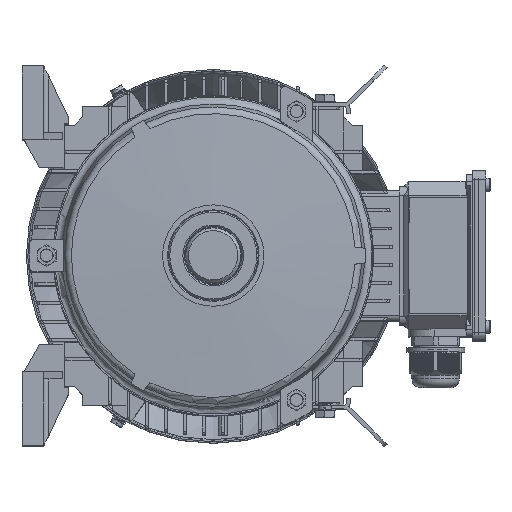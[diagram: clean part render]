
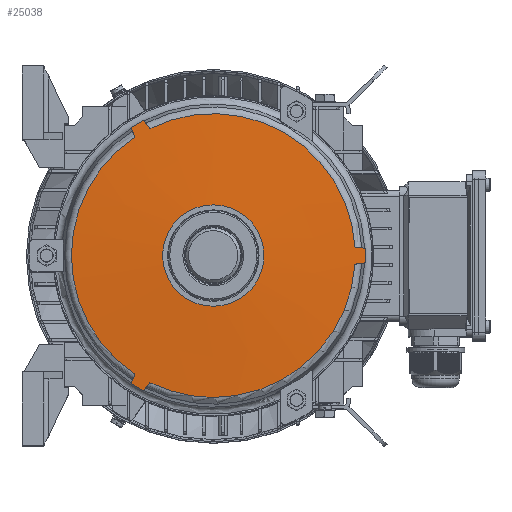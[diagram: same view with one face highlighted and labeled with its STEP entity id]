
A CAD part, top view. The second image highlights one B-rep face of the part: STEP entity #25038.
In plain terms, the highlighted conical face has half-angle 87 degrees and reference radius 35 mm.
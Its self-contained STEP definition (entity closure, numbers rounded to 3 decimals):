
#23128=FACE_BOUND('',#35286,.T.);
#23129=FACE_BOUND('',#35287,.T.);
#25038=ADVANCED_FACE('',(#23128,#23129),#30305,.T.);
#30305=CONICAL_SURFACE('',#100578,35.,87.);
#35286=EDGE_LOOP('',(#43891,#43892,#43893,#43894,#43895,#43896,#43897,#43898,
#43899,#43900,#43901,#43902));
#35287=EDGE_LOOP('',(#43903));
#41756=B_SPLINE_CURVE_WITH_KNOTS('',3,(#137563,#137564,#137565,#137566),
 .UNSPECIFIED.,.F.,.F.,(4,4),(0.,1.),.UNSPECIFIED.);
#41757=B_SPLINE_CURVE_WITH_KNOTS('',3,(#137570,#137571,#137572,#137573),
 .UNSPECIFIED.,.F.,.F.,(4,4),(0.,1.),.UNSPECIFIED.);
#41758=B_SPLINE_CURVE_WITH_KNOTS('',3,(#137574,#137575,#137576,#137577),
 .UNSPECIFIED.,.F.,.F.,(4,4),(0.,1.),.UNSPECIFIED.);
#41759=B_SPLINE_CURVE_WITH_KNOTS('',3,(#137581,#137582,#137583,#137584),
 .UNSPECIFIED.,.F.,.F.,(4,4),(0.,1.),.UNSPECIFIED.);
#41760=B_SPLINE_CURVE_WITH_KNOTS('',3,(#137585,#137586,#137587,#137588),
 .UNSPECIFIED.,.F.,.F.,(4,4),(0.,1.),.UNSPECIFIED.);
#41761=B_SPLINE_CURVE_WITH_KNOTS('',3,(#137592,#137593,#137594,#137595),
 .UNSPECIFIED.,.F.,.F.,(4,4),(0.,1.),.UNSPECIFIED.);
#43891=ORIENTED_EDGE('',*,*,#82327,.F.);
#43892=ORIENTED_EDGE('',*,*,#82504,.T.);
#43893=ORIENTED_EDGE('',*,*,#82505,.T.);
#43894=ORIENTED_EDGE('',*,*,#82506,.F.);
#43895=ORIENTED_EDGE('',*,*,#82322,.F.);
#43896=ORIENTED_EDGE('',*,*,#82507,.T.);
#43897=ORIENTED_EDGE('',*,*,#82508,.T.);
#43898=ORIENTED_EDGE('',*,*,#82509,.F.);
#43899=ORIENTED_EDGE('',*,*,#82325,.F.);
#43900=ORIENTED_EDGE('',*,*,#82510,.T.);
#43901=ORIENTED_EDGE('',*,*,#82511,.T.);
#43902=ORIENTED_EDGE('',*,*,#82512,.F.);
#43903=ORIENTED_EDGE('',*,*,#82503,.T.);
#72515=VERTEX_POINT('',#136521);
#72516=VERTEX_POINT('',#136528);
#72517=VERTEX_POINT('',#136537);
#72518=VERTEX_POINT('',#136544);
#72519=VERTEX_POINT('',#136553);
#72520=VERTEX_POINT('',#136555);
#72659=VERTEX_POINT('',#137561);
#72660=VERTEX_POINT('',#137567);
#72661=VERTEX_POINT('',#137569);
#72662=VERTEX_POINT('',#137578);
#72663=VERTEX_POINT('',#137580);
#72664=VERTEX_POINT('',#137589);
#72665=VERTEX_POINT('',#137591);
#82322=EDGE_CURVE('',#72516,#72515,#96739,.T.);
#82325=EDGE_CURVE('',#72518,#72517,#96740,.T.);
#82327=EDGE_CURVE('',#72519,#72520,#96741,.T.);
#82503=EDGE_CURVE('',#72659,#72659,#96808,.T.);
#82504=EDGE_CURVE('',#72519,#72660,#41756,.T.);
#82505=EDGE_CURVE('',#72660,#72661,#96809,.T.);
#82506=EDGE_CURVE('',#72515,#72661,#41757,.T.);
#82507=EDGE_CURVE('',#72516,#72662,#41758,.T.);
#82508=EDGE_CURVE('',#72662,#72663,#96810,.T.);
#82509=EDGE_CURVE('',#72517,#72663,#41759,.T.);
#82510=EDGE_CURVE('',#72518,#72664,#41760,.T.);
#82511=EDGE_CURVE('',#72664,#72665,#96811,.T.);
#82512=EDGE_CURVE('',#72520,#72665,#41761,.T.);
#96739=CIRCLE('',#100455,97.948);
#96740=CIRCLE('',#100457,97.948);
#96741=CIRCLE('',#100459,97.948);
#96808=CIRCLE('',#100573,35.);
#96809=CIRCLE('',#100575,105.);
#96810=CIRCLE('',#100576,105.);
#96811=CIRCLE('',#100577,105.);
#100455=AXIS2_PLACEMENT_3D('',#136529,#109533,#109534);
#100457=AXIS2_PLACEMENT_3D('',#136545,#109537,#109538);
#100459=AXIS2_PLACEMENT_3D('',#136554,#109541,#109542);
#100573=AXIS2_PLACEMENT_3D('',#137560,#109787,#109788);
#100575=AXIS2_PLACEMENT_3D('',#137568,#109791,#109792);
#100576=AXIS2_PLACEMENT_3D('',#137579,#109793,#109794);
#100577=AXIS2_PLACEMENT_3D('',#137590,#109795,#109796);
#100578=AXIS2_PLACEMENT_3D('',#137596,#109797,#109798);
#109533=DIRECTION('',(0.,0.,-1.));
#109534=DIRECTION('',(0.,-1.,0.));
#109537=DIRECTION('',(0.,0.,-1.));
#109538=DIRECTION('',(0.,-1.,0.));
#109541=DIRECTION('',(0.,0.,-1.));
#109542=DIRECTION('',(0.,-1.,0.));
#109787=DIRECTION('',(0.,0.,-1.));
#109788=DIRECTION('',(0.,-1.,0.));
#109791=DIRECTION('',(0.,0.,1.));
#109792=DIRECTION('',(-0.866,0.5,0.));
#109793=DIRECTION('',(0.,0.,1.));
#109794=DIRECTION('',(0.,-1.,0.));
#109795=DIRECTION('',(0.,0.,1.));
#109796=DIRECTION('',(0.866,0.5,0.));
#109797=DIRECTION('',(0.,0.,-1.));
#109798=DIRECTION('',(0.,-1.,0.));
#136521=CARTESIAN_POINT('',(-43.686,-87.666,273.701));
#136528=CARTESIAN_POINT('',(97.764,-6.,273.701));
#136529=CARTESIAN_POINT('',(0.,0.,273.701));
#136537=CARTESIAN_POINT('',(97.764,6.,273.701));
#136544=CARTESIAN_POINT('',(-43.686,87.666,273.701));
#136545=CARTESIAN_POINT('',(0.,0.,273.701));
#136553=CARTESIAN_POINT('',(-54.078,-81.666,273.701));
#136554=CARTESIAN_POINT('',(0.,0.,273.701));
#136555=CARTESIAN_POINT('',(-54.078,81.666,273.701));
#137560=CARTESIAN_POINT('',(0.,0.,277.));
#137561=CARTESIAN_POINT('',(0.,-35.,277.));
#137563=CARTESIAN_POINT('',(-54.078,-81.666,273.701));
#137564=CARTESIAN_POINT('',(-54.975,-83.887,273.578));
#137565=CARTESIAN_POINT('',(-55.873,-86.108,273.455));
#137566=CARTESIAN_POINT('',(-56.771,-88.33,273.331));
#137567=CARTESIAN_POINT('',(-56.771,-88.33,273.331));
#137568=CARTESIAN_POINT('',(0.,0.,273.331));
#137569=CARTESIAN_POINT('',(-48.11,-93.33,273.331));
#137570=CARTESIAN_POINT('',(-43.686,-87.666,273.701));
#137571=CARTESIAN_POINT('',(-45.161,-89.554,273.578));
#137572=CARTESIAN_POINT('',(-46.635,-91.442,273.455));
#137573=CARTESIAN_POINT('',(-48.11,-93.33,273.331));
#137574=CARTESIAN_POINT('',(97.764,-6.,273.701));
#137575=CARTESIAN_POINT('',(100.136,-5.667,273.578));
#137576=CARTESIAN_POINT('',(102.508,-5.333,273.455));
#137577=CARTESIAN_POINT('',(104.881,-5.,273.331));
#137578=CARTESIAN_POINT('',(104.881,-5.,273.331));
#137579=CARTESIAN_POINT('',(0.,0.,273.331));
#137580=CARTESIAN_POINT('',(104.881,5.,273.331));
#137581=CARTESIAN_POINT('',(97.764,6.,273.701));
#137582=CARTESIAN_POINT('',(100.136,5.667,273.578));
#137583=CARTESIAN_POINT('',(102.508,5.333,273.455));
#137584=CARTESIAN_POINT('',(104.881,5.,273.331));
#137585=CARTESIAN_POINT('',(-43.686,87.666,273.701));
#137586=CARTESIAN_POINT('',(-45.161,89.554,273.578));
#137587=CARTESIAN_POINT('',(-46.635,91.442,273.455));
#137588=CARTESIAN_POINT('',(-48.11,93.33,273.331));
#137589=CARTESIAN_POINT('',(-48.11,93.33,273.331));
#137590=CARTESIAN_POINT('',(0.,0.,
273.331));
#137591=CARTESIAN_POINT('',(-56.771,88.33,273.331));
#137592=CARTESIAN_POINT('',(-54.078,81.666,273.701));
#137593=CARTESIAN_POINT('',(-54.975,83.887,273.578));
#137594=CARTESIAN_POINT('',(-55.873,86.108,273.455));
#137595=CARTESIAN_POINT('',(-56.771,88.33,273.331));
#137596=CARTESIAN_POINT('',(0.,0.,277.));
